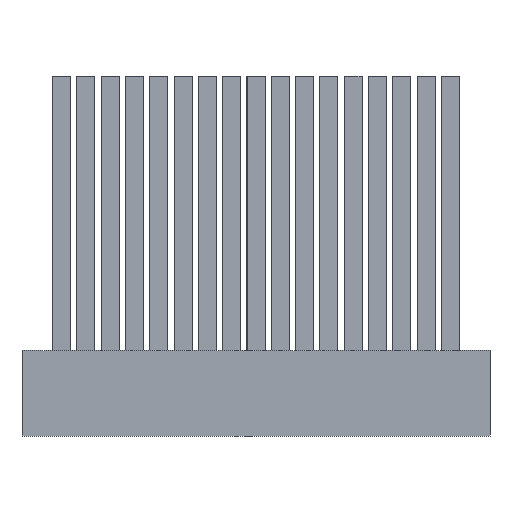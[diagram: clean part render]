
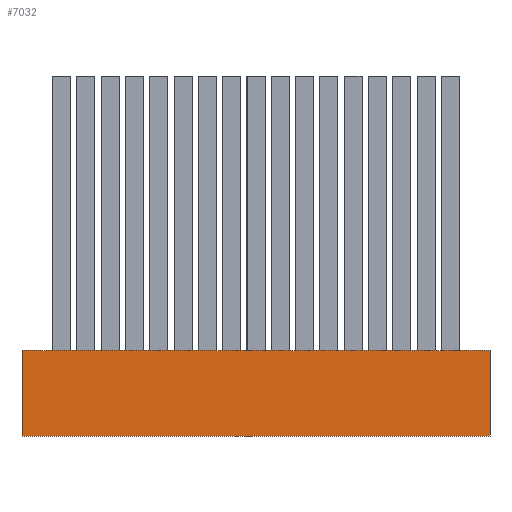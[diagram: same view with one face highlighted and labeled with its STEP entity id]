
A CAD part, front view. The second image highlights one B-rep face of the part: STEP entity #7032.
In plain terms, the highlighted planar face has unit normal (0, -1, 0).
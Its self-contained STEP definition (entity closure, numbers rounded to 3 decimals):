
#478=FACE_OUTER_BOUND('',#869,.T.);
#869=EDGE_LOOP('',(#5927,#5928,#5929,#5930));
#1876=LINE('',#11102,#2812);
#1879=LINE('',#11108,#2815);
#1880=LINE('',#11110,#2816);
#1881=LINE('',#11111,#2817);
#2812=VECTOR('',#9150,10.);
#2815=VECTOR('',#9155,10.);
#2816=VECTOR('',#9156,10.);
#2817=VECTOR('',#9157,10.);
#3440=VERTEX_POINT('',#11099);
#3441=VERTEX_POINT('',#11101);
#3443=VERTEX_POINT('',#11107);
#3444=VERTEX_POINT('',#11109);
#4372=EDGE_CURVE('',#3440,#3441,#1876,.T.);
#4375=EDGE_CURVE('',#3443,#3440,#1879,.T.);
#4376=EDGE_CURVE('',#3444,#3443,#1880,.T.);
#4377=EDGE_CURVE('',#3441,#3444,#1881,.T.);
#5927=ORIENTED_EDGE('',*,*,#4375,.F.);
#5928=ORIENTED_EDGE('',*,*,#4376,.F.);
#5929=ORIENTED_EDGE('',*,*,#4377,.F.);
#5930=ORIENTED_EDGE('',*,*,#4372,.F.);
#6641=PLANE('',#7446);
#7032=ADVANCED_FACE('',(#478),#6641,.T.);
#7446=AXIS2_PLACEMENT_3D('',#11106,#9153,#9154);
#9150=DIRECTION('',(-1.,0.,0.));
#9153=DIRECTION('center_axis',(0.,-1.,0.));
#9154=DIRECTION('ref_axis',(1.,0.,0.));
#9155=DIRECTION('',(0.,0.,-1.));
#9156=DIRECTION('',(1.,0.,0.));
#9157=DIRECTION('',(0.,0.,1.));
#11099=CARTESIAN_POINT('',(26.,-26.,-4.75));
#11101=CARTESIAN_POINT('',(-26.,-26.,-4.75));
#11102=CARTESIAN_POINT('',(-26.,-26.,-4.75));
#11106=CARTESIAN_POINT('Origin',(-26.,-26.,0.));
#11107=CARTESIAN_POINT('',(26.,-26.,4.75));
#11108=CARTESIAN_POINT('',(26.,-26.,0.));
#11109=CARTESIAN_POINT('',(-26.,-26.,4.75));
#11110=CARTESIAN_POINT('',(-26.,-26.,4.75));
#11111=CARTESIAN_POINT('',(-26.,-26.,0.));
